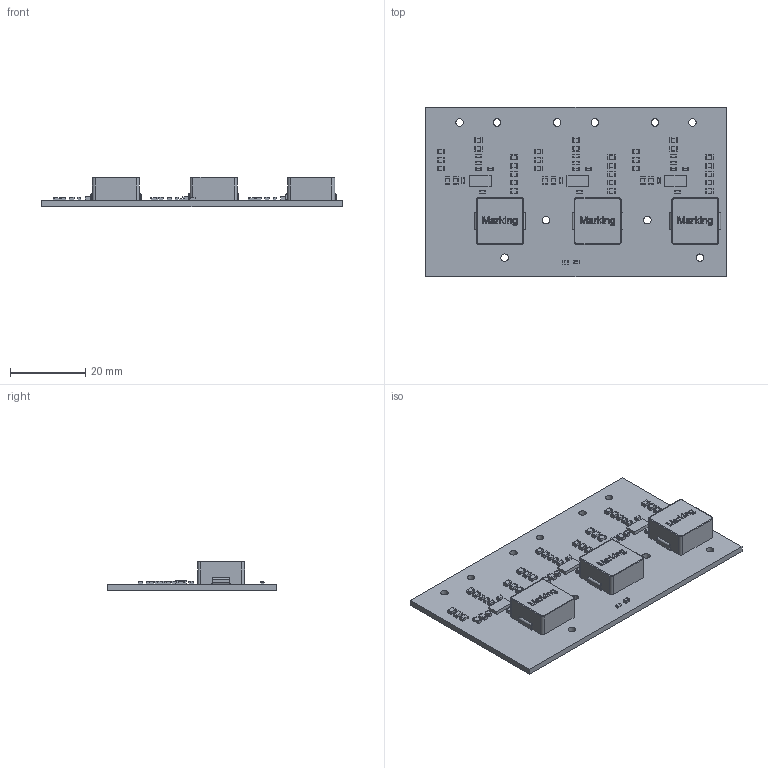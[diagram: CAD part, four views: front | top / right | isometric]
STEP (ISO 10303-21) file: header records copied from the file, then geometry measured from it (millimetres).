
FILE_DESCRIPTION(('KiCad electronic assembly'),'2;1');
FILE_NAME('maxim-optimizer.step','2020-09-19T15:14:21',('An Author'),( 'A Company'),'Open CASCADE STEP processor 6.9', 'KiCad to STEP converter','Unknown');
FILE_SCHEMA(('AUTOMOTIVE_DESIGN { 1 0 10303 214 1 1 1 1 }'));
Length unit declared in the file: millimetre
Products named in the file (13): Open CASCADE STEP translator 6.9 1; max20801-3d; SOLID; R_0603; 7443739650068_Download_STP_WE-LHMI-1365_rev1; COMPOUND; DPAK-2-1EP_GDS; C_0805; C_0603
Assembly tree (69 placements, depth 3):
  Open CASCADE STEP translator 6.9 1
    max20801-3d  x3
      SOLID
    R_0603
      SOLID
    7443739650068_Download_STP_WE-LHMI-1365_rev1  x3
      COMPOUND
    DPAK-2-1EP_GDS
    C_0805  x36
      SOLID
    C_0603  x19
      SOLID
    COMPOUND
Bounding box: 80 x 45 x 7.75 mm (x, y, z)
Volume: 8707.1 mm3; surface area: 11077.1 mm2
Topology: 66 solids, 66 shells, 1974 faces, 5082 edges, 3380 vertices
Faces by surface type: plane 1200, cylinder 714, extrusion 48, cone 12
Full cylindrical faces by diameter (mm): 2 x10
Entity records: 18211 total; most frequent: CARTESIAN_POINT 4494, DIRECTION 2109, VECTOR 1249, LINE 1233, ORIENTED_EDGE 1196, PCURVE 1196, DEFINITIONAL_REPRESENTATION 1196, EDGE_CURVE 598
